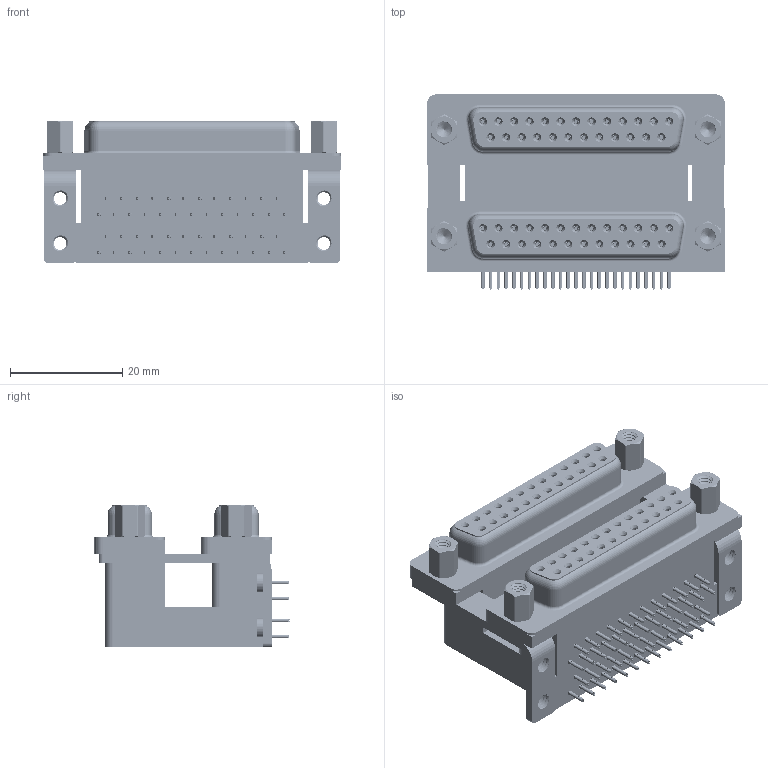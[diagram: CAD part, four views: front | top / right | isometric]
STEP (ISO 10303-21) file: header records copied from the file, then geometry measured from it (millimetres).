
FILE_DESCRIPTION (( 'STEP AP203' ), '1' );
FILE_NAME ('662-025-364-056.STEP', '2022-06-16T23:59:05', ( '' ), ( '' ), 'SwSTEP 2.0', 'SolidWorks 2020', '' );
FILE_SCHEMA (( 'CONFIG_CONTROL_DESIGN' ));
Length unit declared in the file: millimetre
Products named in the file (13): 662 4-40 Hex Standoff 5; 662 Contact Top Lower; 662 Housing Lower_25 Contacts; 662 Housing Upper_25 Contacts M; 662 Contact Top Upper_M; 662-025-364-056; 662 Shell_25 Contacts; 662 Housing Spacer_25 Contacts M; 662 Contact Bottom Lower; 662 Contact Bottom Upper_M; 662 Threaded Rivet_4-40; 662 Mounting Bracket_ThruM; 662 4-40 Threaded Board Mount
Assembly tree (69 placements, depth 2):
  662-025-364-056
    662 Housing Lower_25 Contacts
    662 Housing Spacer_25 Contacts M
    662 Housing Upper_25 Contacts M
    662 Shell_25 Contacts  x2
    662 Contact Bottom Lower  x12
    662 Contact Top Lower  x13
    662 Contact Bottom Upper_M  x12
    662 Contact Top Upper_M  x13
    662 Mounting Bracket_ThruM  x2
    662 4-40 Threaded Board Mount  x4
    662 Threaded Rivet_4-40  x4
    662 4-40 Hex Standoff 5  x4
Bounding box: 53.04 x 34.78 x 25.4 mm (x, y, z)
Volume: 24306.9 mm3; surface area: 27072.4 mm2
Topology: 69 solids, 69 shells, 8184 faces, 21494 edges, 13504 vertices
Faces by surface type: plane 3632, cylinder 2024, bspline 1752, cone 700, torus 76
Entity records: 67541 total; most frequent: CARTESIAN_POINT 22369, ORIENTED_EDGE 9030, DIRECTION 8059, EDGE_CURVE 4515, LINE 3105, VECTOR 3105, VERTEX_POINT 2898, AXIS2_PLACEMENT_3D 2477
